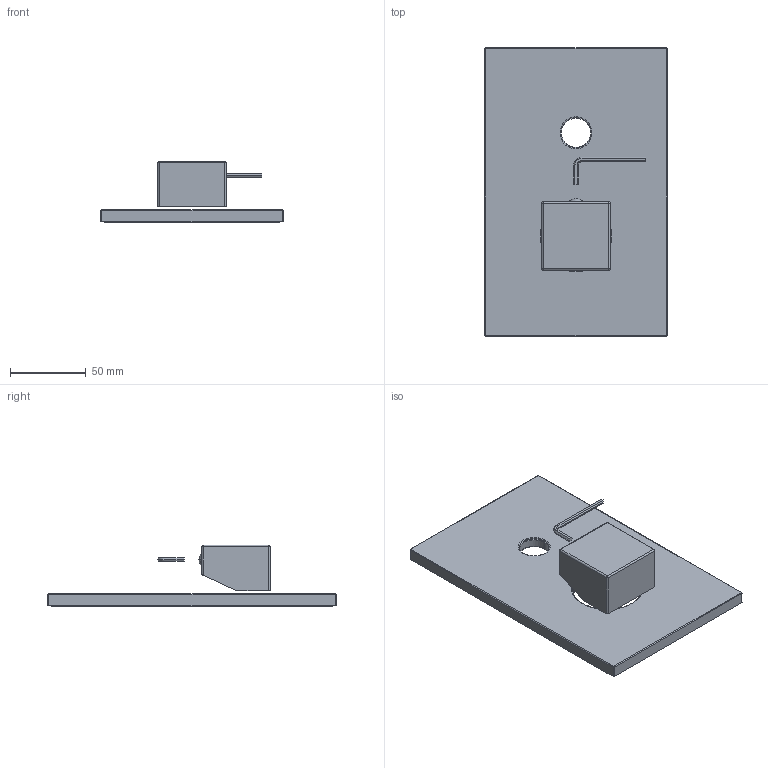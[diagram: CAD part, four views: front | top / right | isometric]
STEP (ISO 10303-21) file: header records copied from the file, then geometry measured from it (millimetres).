
FILE_DESCRIPTION((''),'2;1');
FILE_NAME('LEC015CREST_ASM','2021-01-29T16:04:54',('stefano.gianpani'),('PAFFONI SpA'),'CREO PARAMETRIC BY PTC INC, 2020044','CREO PARAMETRIC BY PTC INC, 2020044','');
FILE_SCHEMA(('CONFIG_CONTROL_DESIGN','SHAPE_APPEARANCE_LAYERS_GROUPS'));
Length unit declared in the file: millimetre
Products named in the file (10): 2041708CR; 592305006A2I; TCF08CRTE; CHBR25; 8001113CR_ASM; 4061169CR; 2091320; 2091319; 2091341; LEC015CREST_ASM
Assembly tree (9 placements, depth 3):
  LEC015CREST_ASM
    2041708CR
    8001113CR_ASM
      592305006A2I
      TCF08CRTE
      CHBR25
    4061169CR
    2091320
    2091319
    2091341
Bounding box: 120 x 190 x 40.5 mm (x, y, z)
Volume: 138194.6 mm3; surface area: 98999.8 mm2
Topology: 8 solids, 10 shells, 260 faces, 586 edges, 355 vertices
Faces by surface type: cylinder 98, plane 96, torus 28, sphere 18, cone 14, bspline 6
Entity records: 9688 total; most frequent: CARTESIAN_POINT 1675, DIRECTION 1360, ORIENTED_EDGE 1160, PRESENTATION_STYLE_ASSIGNMENT 594, STYLED_ITEM 594, CURVE_STYLE 584, EDGE_CURVE 584, AXIS2_PLACEMENT_3D 528
